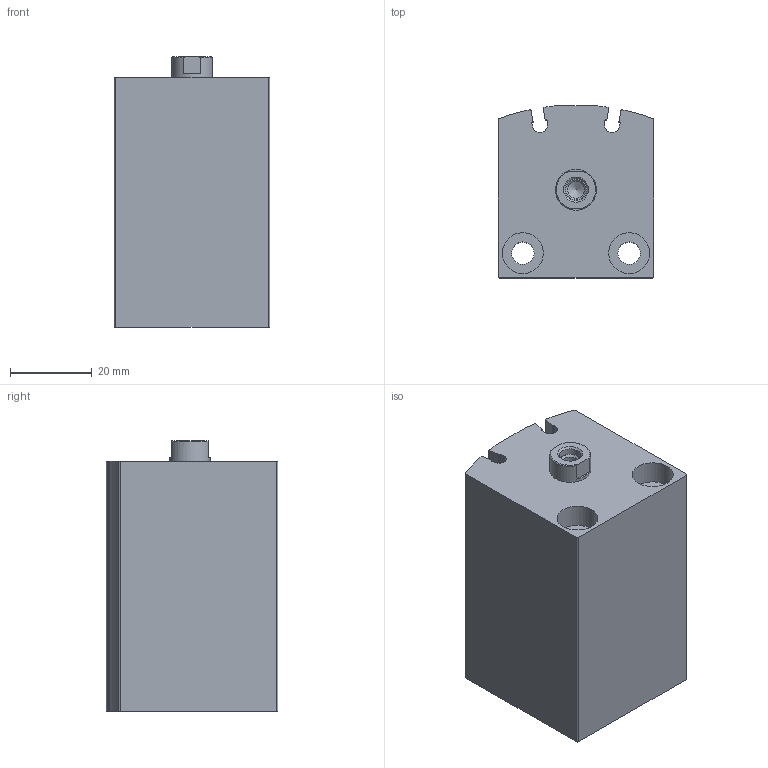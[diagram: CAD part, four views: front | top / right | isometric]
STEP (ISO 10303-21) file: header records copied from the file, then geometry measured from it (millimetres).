
FILE_DESCRIPTION(/* description */ ('STEP AP214'),/* implementation_level */ '2;1');
FILE_NAME(/* name */ '188162_AEVC-25-25-I-P-A',/* time_stamp */ '2024-08-02T19:14:22+02:00',/* author */ ('License CC BY-ND 4.0'),/* organization */ ('CADENAS'),/* preprocessor_version */ 'ST-DEVELOPER v19.3',/* originating_system */ 'PARTsolutions',/* authorisation */ ' ');
FILE_SCHEMA (('AUTOMOTIVE_DESIGN {1 0 10303 214 3 1 1}'));
Length unit declared in the file: millimetre
Products named in the file (3): 188162 AEVC-25-25-I-P-A---(asm_0); 188162 AEVC-25-25-I-P-A---(ZR); 188162 AEVC-25-25-I-P-A---(KS)
Assembly tree (2 placements, depth 2):
  188162 AEVC-25-25-I-P-A---(asm_0)
    188162 AEVC-25-25-I-P-A---(ZR)
    188162 AEVC-25-25-I-P-A---(KS)
Bounding box: 38 x 42 x 66.1 mm (x, y, z)
Volume: 79231.9 mm3; surface area: 22415.4 mm2
Topology: 2 solids, 2 shells, 68 faces, 165 edges, 109 vertices
Faces by surface type: cylinder 34, plane 28, cone 6
Full cylindrical faces by diameter (mm): 3 x1, 4.134 x2, 5.3 x1, 5.5 x2, 10 x4, 25 x2
Entity records: 2005 total; most frequent: DIRECTION 360, CARTESIAN_POINT 336, ORIENTED_EDGE 292, AXIS2_PLACEMENT_3D 147, EDGE_CURVE 146, VERTEX_POINT 107, FACE_BOUND 97, EDGE_LOOP 96
